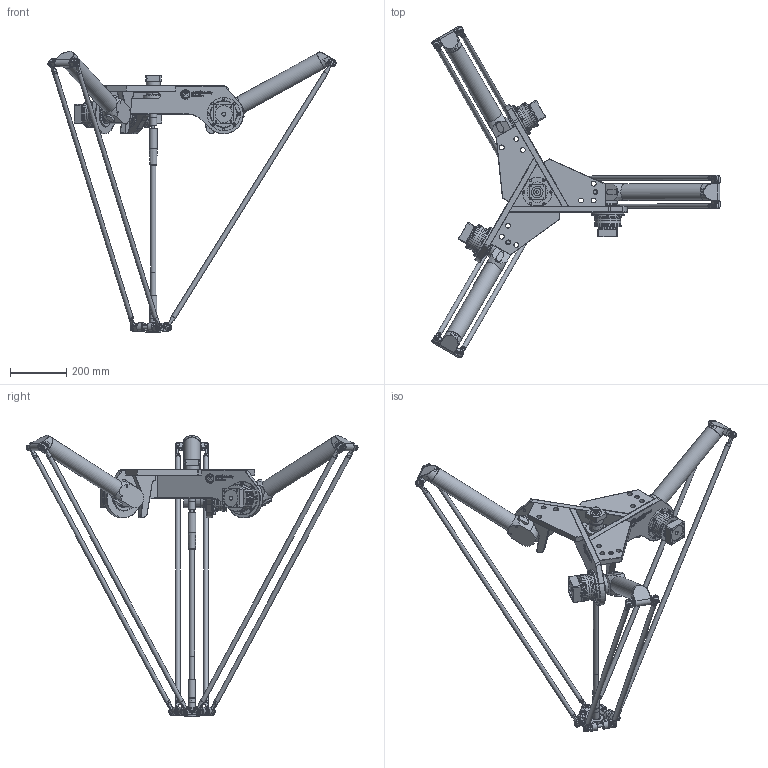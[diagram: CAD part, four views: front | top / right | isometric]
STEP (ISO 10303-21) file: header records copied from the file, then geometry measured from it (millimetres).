
FILE_DESCRIPTION(/* description */ (''),/* implementation_level */ '2;1');
FILE_NAME(/* name */ '3D-model_A_00864-01.stp',/* time_stamp */ '2021-12-21T11:48:24+01:00',/* author */ ('michael.schutter'),/* organization */ ('Majatronic'),/* preprocessor_version */ 'ST-DEVELOPER v16.5',/* originating_system */ 'Autodesk Inventor 2017',/* authorisation */ '');
FILE_SCHEMA (('AUTOMOTIVE_DESIGN { 1 0 10303 214 3 1 1 }'));
Length unit declared in the file: millimetre
Products named in the file (12): A_00864-01_DUMMY; MT_BGR00104406 Dummy Roboterbasis; MT_WST00109422 Dummy Kopfplatte; MT_WST00055542MT_WST; MT_WST00107543 Getriebe; MT_WST00101401; MT_WST00101752; MT_WST00101753 Dummy ISO Flansch; MT_WST00109418 Dummy Oberarm; MT_WST00104892; MT_WST00107108 Dummy Teleskop unten; MT_WST00104112 Dummy Teleskop Oben
Assembly tree (25 placements, depth 3):
  A_00864-01_DUMMY
    MT_BGR00104406 Dummy Roboterbasis
      MT_WST00109422 Dummy Kopfplatte
      MT_WST00055542MT_WST  x3
      MT_WST00107543 Getriebe
    MT_WST00101401  x6
    MT_WST00101752
    MT_WST00101753 Dummy ISO Flansch
    MT_WST00109418 Dummy Oberarm  x3
    MT_WST00104892  x6
    MT_WST00107108 Dummy Teleskop unten
    MT_WST00104112 Dummy Teleskop Oben
Bounding box: 1023.01 x 1178.02 x 997.39 mm (x, y, z)
Volume: 12870226 mm3; surface area: 1615410.1 mm2
Topology: 24 solids, 24 shells, 2747 faces, 6417 edges, 4034 vertices
Faces by surface type: plane 1515, cylinder 785, cone 269, torus 116, bspline 58, sphere 4
Full cylindrical faces by diameter (mm): 1.7 x2, 3.242 x4, 3.3 x5, 4.917 x25, 5.188 x24, 6 x1, 8 x43, 8.5 x24, 9.013 x1, 10 x3, 11.6 x1, 12 x31, 14 x3, 15.8 x12, 16 x30, 17 x1, 17.5 x9, 18 x24, 19 x1, 21 x1, 25 x5, 25.8 x1, 28 x1, 35 x2, 41 x1, 50 x4, 53 x1, 53.5 x2, 55 x3, 60 x6
Entity records: 54119 total; most frequent: CARTESIAN_POINT 16459, DIRECTION 7709, ORIENTED_EDGE 7100, EDGE_CURVE 3550, AXIS2_PLACEMENT_3D 2736, VERTEX_POINT 2391, LINE 2237, VECTOR 2237
